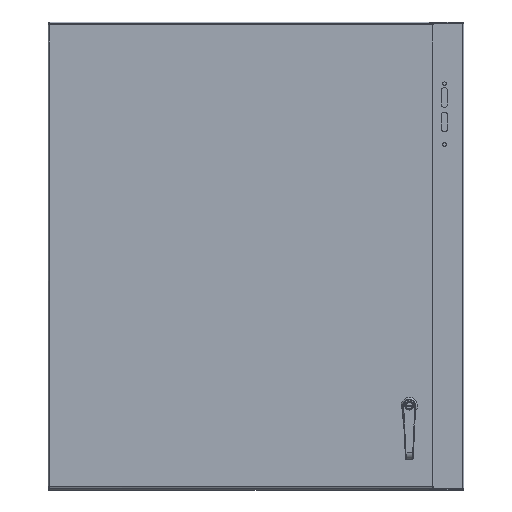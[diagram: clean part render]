
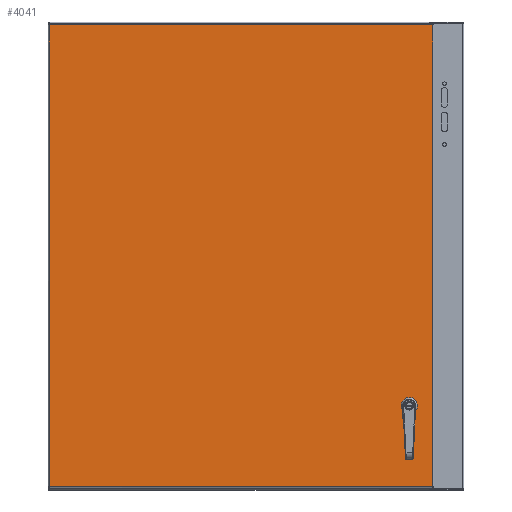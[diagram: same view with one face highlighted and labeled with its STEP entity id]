
A CAD part, top view. The second image highlights one B-rep face of the part: STEP entity #4041.
In plain terms, the highlighted planar face has unit normal (0, 0, 1).
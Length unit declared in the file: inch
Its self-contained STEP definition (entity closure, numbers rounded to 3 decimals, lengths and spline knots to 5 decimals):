
#2127 = VECTOR ( 'NONE', #72722, 39.37008 ) ;
#2263 = DIRECTION ( 'NONE',  ( 0., 0., -1. ) ) ;
#2319 = ORIENTED_EDGE ( 'NONE', *, *, #45631, .F. ) ;
#3998 = CARTESIAN_POINT ( 'NONE',  ( 28.1875, 6.25738, 8.9175 ) ) ;
#4041 = ADVANCED_FACE ( 'NONE', ( #21200, #9386 ), #128155, .F. ) ;
#5467 = EDGE_CURVE ( 'NONE', #35510, #26944, #106107, .T. ) ;
#7859 = CARTESIAN_POINT ( 'NONE',  ( 28.00012, 6.07, 8.9175 ) ) ;
#8151 = CARTESIAN_POINT ( 'NONE',  ( 14.84375, 6.07, 8.9175 ) ) ;
#9067 = ORIENTED_EDGE ( 'NONE', *, *, #117350, .F. ) ;
#9386 = FACE_OUTER_BOUND ( 'NONE', #136655, .T. ) ;
#9401 = ORIENTED_EDGE ( 'NONE', *, *, #75157, .F. ) ;
#11565 = CARTESIAN_POINT ( 'NONE',  ( 27.7875, 6.47, 8.9175 ) ) ;
#13542 = LINE ( 'NONE', #56416, #78328 ) ;
#16461 = LINE ( 'NONE', #68527, #126398 ) ;
#16668 = CARTESIAN_POINT ( 'NONE',  ( 28.00012, 6.87, 8.9175 ) ) ;
#18588 = VERTEX_POINT ( 'NONE', #28093 ) ;
#19630 = CARTESIAN_POINT ( 'NONE',  ( 27.57488, 6.07, 8.9175 ) ) ;
#19696 = DIRECTION ( 'NONE',  ( -1., 0., 0. ) ) ;
#19858 = EDGE_CURVE ( 'NONE', #72918, #98089, #94196, .T. ) ;
#21200 = FACE_BOUND ( 'NONE', #47889, .T. ) ;
#21568 = EDGE_CURVE ( 'NONE', #21860, #130237, #40989, .T. ) ;
#21860 = VERTEX_POINT ( 'NONE', #71085 ) ;
#24639 = CARTESIAN_POINT ( 'NONE',  ( 14.84375, 18., 8.9175 ) ) ;
#25936 = DIRECTION ( 'NONE',  ( 0., 0., 1. ) ) ;
#26944 = VERTEX_POINT ( 'NONE', #41213 ) ;
#28093 = CARTESIAN_POINT ( 'NONE',  ( 27.3875, 6.68262, 8.9175 ) ) ;
#28632 = VECTOR ( 'NONE', #125430, 39.37008 ) ;
#33289 = DIRECTION ( 'NONE',  ( 0., 0., 1. ) ) ;
#34457 = ORIENTED_EDGE ( 'NONE', *, *, #5467, .F. ) ;
#34549 = DIRECTION ( 'NONE',  ( 0., -1., 0. ) ) ;
#35510 = VERTEX_POINT ( 'NONE', #3998 ) ;
#36774 = VERTEX_POINT ( 'NONE', #54172 ) ;
#37231 = EDGE_CURVE ( 'NONE', #49788, #36774, #83271, .T. ) ;
#37334 = ORIENTED_EDGE ( 'NONE', *, *, #56869, .F. ) ;
#38249 = DIRECTION ( 'NONE',  ( 0., -1., 0. ) ) ;
#40989 = LINE ( 'NONE', #136020, #28632 ) ;
#41051 = DIRECTION ( 'NONE',  ( -1., 0., 0. ) ) ;
#41213 = CARTESIAN_POINT ( 'NONE',  ( 28.1875, 6.68262, 8.9175 ) ) ;
#42988 = ORIENTED_EDGE ( 'NONE', *, *, #21568, .F. ) ;
#45129 = DIRECTION ( 'NONE',  ( -1., 0., 0. ) ) ;
#45631 = EDGE_CURVE ( 'NONE', #26944, #49788, #65039, .T. ) ;
#47459 = CARTESIAN_POINT ( 'NONE',  ( 14.84375, 0.23025, 8.9175 ) ) ;
#47889 = EDGE_LOOP ( 'NONE', ( #122623, #2319, #34457, #37334, #108553, #49258, #118913, #9401 ) ) ;
#47938 = EDGE_CURVE ( 'NONE', #18588, #72918, #16461, .T. ) ;
#49258 = ORIENTED_EDGE ( 'NONE', *, *, #19858, .F. ) ;
#49788 = VERTEX_POINT ( 'NONE', #16668 ) ;
#50064 = EDGE_CURVE ( 'NONE', #72933, #21860, #121400, .T. ) ;
#50680 = CARTESIAN_POINT ( 'NONE',  ( 27.7875, 6.47, 8.9175 ) ) ;
#54172 = CARTESIAN_POINT ( 'NONE',  ( 27.57488, 6.87, 8.9175 ) ) ;
#56416 = CARTESIAN_POINT ( 'NONE',  ( 29.58225, 18., 8.9175 ) ) ;
#56869 = EDGE_CURVE ( 'NONE', #135111, #35510, #118092, .T. ) ;
#57902 = CIRCLE ( 'NONE', #93839, 0.453 ) ;
#58416 = ORIENTED_EDGE ( 'NONE', *, *, #50064, .F. ) ;
#59033 = DIRECTION ( 'NONE',  ( -1., 0., 0. ) ) ;
#64496 = DIRECTION ( 'NONE',  ( 0., 1., 0. ) ) ;
#64934 = DIRECTION ( 'NONE',  ( -1., 0., 0. ) ) ;
#65039 = CIRCLE ( 'NONE', #76133, 0.453 ) ;
#68527 = CARTESIAN_POINT ( 'NONE',  ( 27.3875, 18., 8.9175 ) ) ;
#68838 = AXIS2_PLACEMENT_3D ( 'NONE', #24639, #2263, #45129 ) ;
#71085 = CARTESIAN_POINT ( 'NONE',  ( 0.10525, 0.23025, 8.9175 ) ) ;
#72722 = DIRECTION ( 'NONE',  ( 1., 0., 0. ) ) ;
#72918 = VERTEX_POINT ( 'NONE', #118792 ) ;
#72933 = VERTEX_POINT ( 'NONE', #88510 ) ;
#73623 = CARTESIAN_POINT ( 'NONE',  ( 28.1875, 18., 8.9175 ) ) ;
#75157 = EDGE_CURVE ( 'NONE', #36774, #18588, #57902, .T. ) ;
#76133 = AXIS2_PLACEMENT_3D ( 'NONE', #97432, #33289, #98846 ) ;
#77015 = DIRECTION ( 'NONE',  ( -1., 0., 0. ) ) ;
#78328 = VECTOR ( 'NONE', #34549, 39.37008 ) ;
#83271 = LINE ( 'NONE', #122195, #128779 ) ;
#86208 = VECTOR ( 'NONE', #77015, 39.37008 ) ;
#88484 = VECTOR ( 'NONE', #89510, 39.37008 ) ;
#88510 = CARTESIAN_POINT ( 'NONE',  ( 29.58225, 0.23025, 8.9175 ) ) ;
#89510 = DIRECTION ( 'NONE',  ( 1., 0., 0. ) ) ;
#93839 = AXIS2_PLACEMENT_3D ( 'NONE', #50680, #137917, #19696 ) ;
#94196 = CIRCLE ( 'NONE', #123396, 0.453 ) ;
#97432 = CARTESIAN_POINT ( 'NONE',  ( 27.7875, 6.47, 8.9175 ) ) ;
#98089 = VERTEX_POINT ( 'NONE', #19630 ) ;
#98846 = DIRECTION ( 'NONE',  ( -1., 0., 0. ) ) ;
#100164 = LINE ( 'NONE', #121217, #88484 ) ;
#100302 = ORIENTED_EDGE ( 'NONE', *, *, #103645, .F. ) ;
#100624 = CARTESIAN_POINT ( 'NONE',  ( 0.10525, 35.76975, 8.9175 ) ) ;
#103645 = EDGE_CURVE ( 'NONE', #111446, #72933, #13542, .T. ) ;
#105831 = DIRECTION ( 'NONE',  ( 0., 0., 1. ) ) ;
#106107 = LINE ( 'NONE', #73623, #123179 ) ;
#106157 = EDGE_CURVE ( 'NONE', #98089, #135111, #126243, .T. ) ;
#108553 = ORIENTED_EDGE ( 'NONE', *, *, #106157, .F. ) ;
#111446 = VERTEX_POINT ( 'NONE', #124448 ) ;
#117350 = EDGE_CURVE ( 'NONE', #130237, #111446, #100164, .T. ) ;
#118092 = CIRCLE ( 'NONE', #124921, 0.453 ) ;
#118792 = CARTESIAN_POINT ( 'NONE',  ( 27.3875, 6.25738, 8.9175 ) ) ;
#118913 = ORIENTED_EDGE ( 'NONE', *, *, #47938, .F. ) ;
#121217 = CARTESIAN_POINT ( 'NONE',  ( 14.84375, 35.76975, 8.9175 ) ) ;
#121400 = LINE ( 'NONE', #47459, #86208 ) ;
#122195 = CARTESIAN_POINT ( 'NONE',  ( 14.84375, 6.87, 8.9175 ) ) ;
#122345 = CARTESIAN_POINT ( 'NONE',  ( 27.7875, 6.47, 8.9175 ) ) ;
#122623 = ORIENTED_EDGE ( 'NONE', *, *, #37231, .F. ) ;
#123179 = VECTOR ( 'NONE', #64496, 39.37008 ) ;
#123396 = AXIS2_PLACEMENT_3D ( 'NONE', #122345, #25936, #59033 ) ;
#124448 = CARTESIAN_POINT ( 'NONE',  ( 29.58225, 35.76975, 8.9175 ) ) ;
#124921 = AXIS2_PLACEMENT_3D ( 'NONE', #11565, #105831, #64934 ) ;
#125430 = DIRECTION ( 'NONE',  ( 0., 1., 0. ) ) ;
#126243 = LINE ( 'NONE', #8151, #2127 ) ;
#126398 = VECTOR ( 'NONE', #38249, 39.37008 ) ;
#128155 = PLANE ( 'NONE',  #68838 ) ;
#128779 = VECTOR ( 'NONE', #41051, 39.37008 ) ;
#130237 = VERTEX_POINT ( 'NONE', #100624 ) ;
#135111 = VERTEX_POINT ( 'NONE', #7859 ) ;
#136020 = CARTESIAN_POINT ( 'NONE',  ( 0.10525, 18., 8.9175 ) ) ;
#136655 = EDGE_LOOP ( 'NONE', ( #58416, #100302, #9067, #42988 ) ) ;
#137917 = DIRECTION ( 'NONE',  ( 0., 0., 1. ) ) ;
